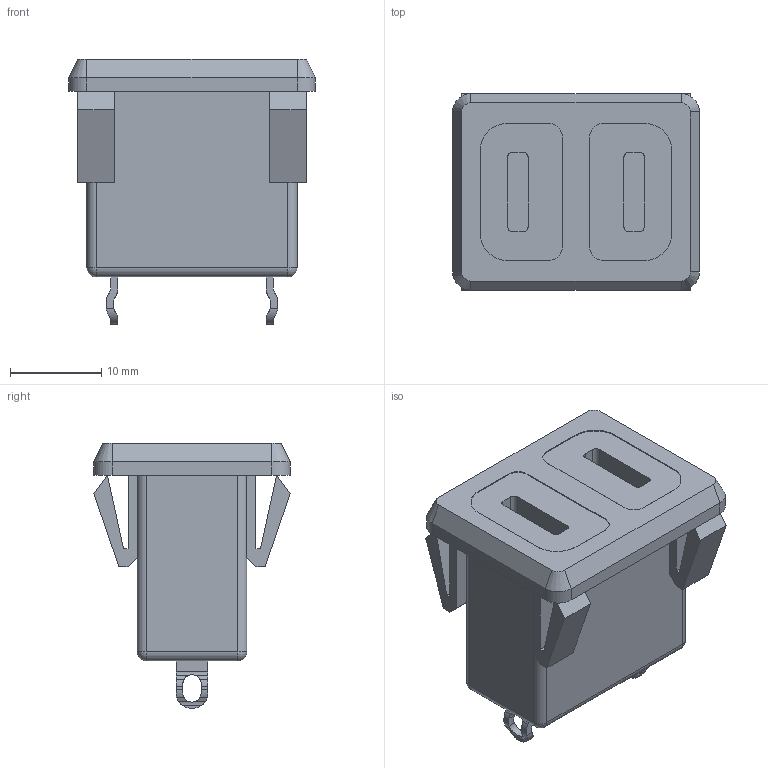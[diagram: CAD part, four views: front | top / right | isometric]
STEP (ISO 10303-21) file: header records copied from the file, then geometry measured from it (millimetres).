
FILE_DESCRIPTION(('Open CASCADE Model'),'2;1');
FILE_NAME('Open CASCADE Shape Model','2024-08-15T19:43:29',('Author'),( 'Open CASCADE'),'Open CASCADE STEP processor 7.7','Open CASCADE 7.7' ,'Unknown');
FILE_SCHEMA(('AUTOMOTIVE_DESIGN { 1 0 10303 214 1 1 1 1 }'));
Length unit declared in the file: millimetre
Products named in the file (1): 35560610-5af3-11ef-a95e-f09e4a5f3376
Bounding box: 27 x 21.5 x 29 mm (x, y, z)
Volume: 7399.3 mm3; surface area: 4197.2 mm2
Topology: 5 solids, 5 shells, 205 faces, 544 edges, 348 vertices
Faces by surface type: plane 129, cylinder 68, sphere 4, cone 4
Entity records: 16532 total; most frequent: CARTESIAN_POINT 4062, DIRECTION 1900, LINE 1140, VECTOR 1140, ORIENTED_EDGE 1080, PCURVE 1080, DEFINITIONAL_REPRESENTATION 1080, EDGE_CURVE 540
